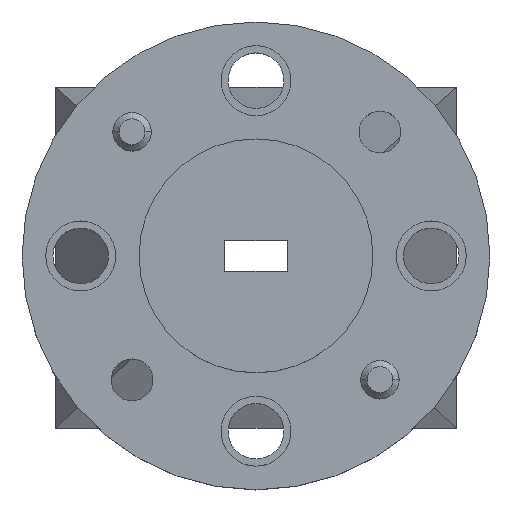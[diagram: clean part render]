
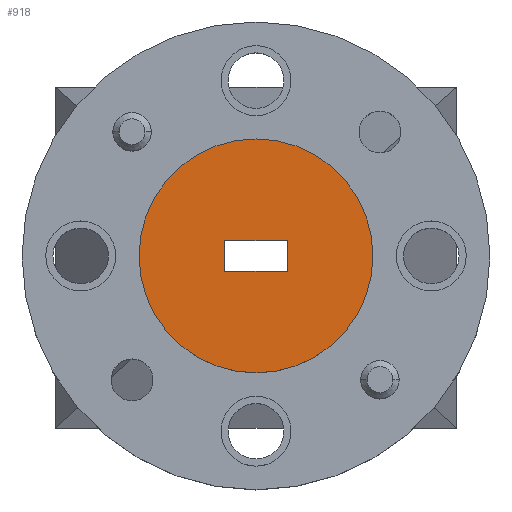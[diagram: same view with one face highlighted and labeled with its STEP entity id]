
A CAD part, top view. The second image highlights one B-rep face of the part: STEP entity #918.
In plain terms, the highlighted planar face has unit normal (0, 0, 1).
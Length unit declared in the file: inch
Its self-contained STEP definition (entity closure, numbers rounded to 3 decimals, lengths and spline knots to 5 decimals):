
#85 = CARTESIAN_POINT ( 'NONE',  ( 0.05, 0.025, 0.037 ) ) ;
#109 = FACE_BOUND ( 'NONE', #822, .T. ) ;
#124 = VECTOR ( 'NONE', #1758, 39.37008 ) ;
#146 = EDGE_CURVE ( 'NONE', #1559, #1219, #613, .T. ) ;
#249 = EDGE_CURVE ( 'NONE', #1219, #1559, #1612, .T. ) ;
#255 = AXIS2_PLACEMENT_3D ( 'NONE', #1746, #1757, #598 ) ;
#312 = DIRECTION ( 'NONE',  ( 0., -1., 0. ) ) ;
#350 = DIRECTION ( 'NONE',  ( -1., 0., 0. ) ) ;
#353 = CARTESIAN_POINT ( 'NONE',  ( 0.1875, 0., 0.037 ) ) ;
#506 = ORIENTED_EDGE ( 'NONE', *, *, #249, .T. ) ;
#514 = DIRECTION ( 'NONE',  ( 1., 0., 0. ) ) ;
#528 = DIRECTION ( 'NONE',  ( 0., 0., 1. ) ) ;
#542 = ORIENTED_EDGE ( 'NONE', *, *, #1190, .F. ) ;
#585 = VERTEX_POINT ( 'NONE', #2078 ) ;
#598 = DIRECTION ( 'NONE',  ( 1., 0., 0. ) ) ;
#607 = CARTESIAN_POINT ( 'NONE',  ( -0.05, -0.025, 0.037 ) ) ;
#613 = CIRCLE ( 'NONE', #2464, 0.1875 ) ;
#648 = LINE ( 'NONE', #607, #124 ) ;
#684 = VECTOR ( 'NONE', #1665, 39.37008 ) ;
#706 = DIRECTION ( 'NONE',  ( 0., 0., 1. ) ) ;
#793 = LINE ( 'NONE', #1843, #1216 ) ;
#822 = EDGE_LOOP ( 'NONE', ( #2330, #542, #1411, #2100 ) ) ;
#862 = LINE ( 'NONE', #1822, #1332 ) ;
#918 = ADVANCED_FACE ( 'NONE', ( #109, #2425 ), #1238, .T. ) ;
#1042 = LINE ( 'NONE', #1057, #684 ) ;
#1047 = AXIS2_PLACEMENT_3D ( 'NONE', #1825, #706, #514 ) ;
#1057 = CARTESIAN_POINT ( 'NONE',  ( 0.05, -0.025, 0.037 ) ) ;
#1170 = CARTESIAN_POINT ( 'NONE',  ( 0.05, -0.025, 0.037 ) ) ;
#1190 = EDGE_CURVE ( 'NONE', #585, #1197, #648, .T. ) ;
#1197 = VERTEX_POINT ( 'NONE', #1170 ) ;
#1209 = CARTESIAN_POINT ( 'NONE',  ( -0.1875, 0., 0.037 ) ) ;
#1216 = VECTOR ( 'NONE', #350, 39.37008 ) ;
#1219 = VERTEX_POINT ( 'NONE', #1209 ) ;
#1238 = PLANE ( 'NONE',  #1047 ) ;
#1332 = VECTOR ( 'NONE', #312, 39.37008 ) ;
#1357 = EDGE_CURVE ( 'NONE', #1197, #2403, #1042, .T. ) ;
#1372 = EDGE_CURVE ( 'NONE', #1393, #585, #862, .T. ) ;
#1393 = VERTEX_POINT ( 'NONE', #2182 ) ;
#1411 = ORIENTED_EDGE ( 'NONE', *, *, #1372, .F. ) ;
#1447 = CARTESIAN_POINT ( 'NONE',  ( 0., 0., 0.037 ) ) ;
#1559 = VERTEX_POINT ( 'NONE', #353 ) ;
#1612 = CIRCLE ( 'NONE', #255, 0.1875 ) ;
#1629 = DIRECTION ( 'NONE',  ( 1., 0., 0. ) ) ;
#1648 = ORIENTED_EDGE ( 'NONE', *, *, #146, .T. ) ;
#1665 = DIRECTION ( 'NONE',  ( 0., 1., 0. ) ) ;
#1746 = CARTESIAN_POINT ( 'NONE',  ( 0., 0., 0.037 ) ) ;
#1757 = DIRECTION ( 'NONE',  ( 0., 0., 1. ) ) ;
#1758 = DIRECTION ( 'NONE',  ( 1., 0., 0. ) ) ;
#1822 = CARTESIAN_POINT ( 'NONE',  ( -0.05, -0.025, 0.037 ) ) ;
#1825 = CARTESIAN_POINT ( 'NONE',  ( 0., 0., 0.037 ) ) ;
#1843 = CARTESIAN_POINT ( 'NONE',  ( -0.05, 0.025, 0.037 ) ) ;
#1924 = EDGE_CURVE ( 'NONE', #2403, #1393, #793, .T. ) ;
#2078 = CARTESIAN_POINT ( 'NONE',  ( -0.05, -0.025, 0.037 ) ) ;
#2100 = ORIENTED_EDGE ( 'NONE', *, *, #1924, .F. ) ;
#2182 = CARTESIAN_POINT ( 'NONE',  ( -0.05, 0.025, 0.037 ) ) ;
#2330 = ORIENTED_EDGE ( 'NONE', *, *, #1357, .F. ) ;
#2403 = VERTEX_POINT ( 'NONE', #85 ) ;
#2425 = FACE_OUTER_BOUND ( 'NONE', #2493, .T. ) ;
#2464 = AXIS2_PLACEMENT_3D ( 'NONE', #1447, #528, #1629 ) ;
#2493 = EDGE_LOOP ( 'NONE', ( #506, #1648 ) ) ;
